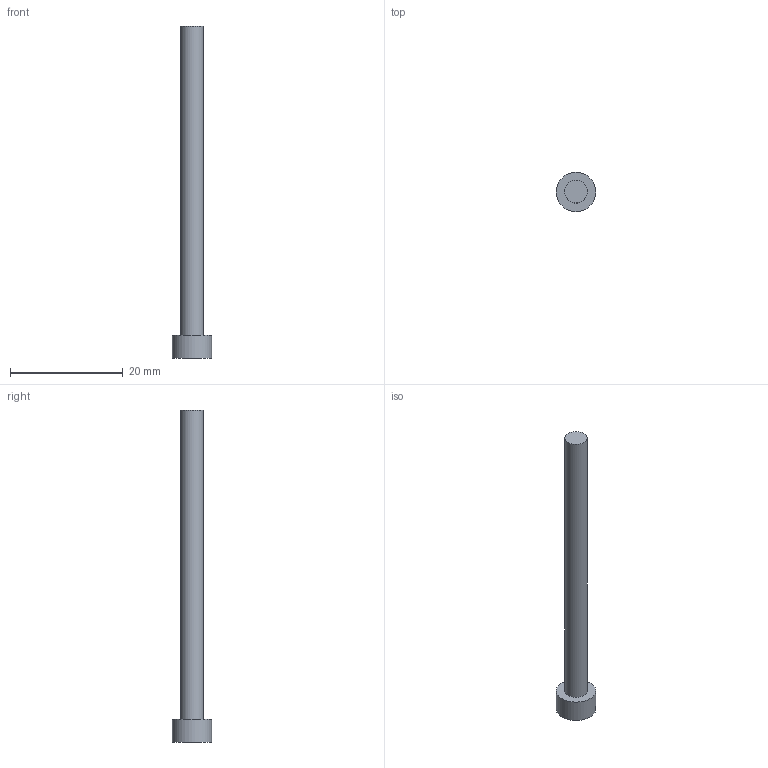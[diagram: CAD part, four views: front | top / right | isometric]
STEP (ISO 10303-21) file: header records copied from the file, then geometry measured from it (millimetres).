
FILE_DESCRIPTION(/* description */ ('STEP AP214'),/* implementation_level */ '2;1');
FILE_NAME(/* name */ '683c51214258294a187f3dbc',/* time_stamp */ '2025-06-01T13:09:54Z',/* author */ (''),/* organization */ (''),/* preprocessor_version */ 'ST-DEVELOPER v20',/* originating_system */ 'ONSHAPE BY PTC INC, 1.198',/* authorisation */ ' ');
FILE_SCHEMA (('AUTOMOTIVE_DESIGN {1 0 10303 214 3 1 1}'));
Length unit declared in the file: metre
Products named in the file (1): M4_Caphead_01
Bounding box: 7 x 7 x 59 mm (x, y, z)
Volume: 821.7 mm3; surface area: 887.3 mm2
Topology: 1 solids, 1 shells, 12 faces, 24 edges, 16 vertices
Faces by surface type: plane 10, cylinder 2
Full cylindrical faces by diameter (mm): 4 x1, 7 x1
Entity records: 332 total; most frequent: DIRECTION 52, CARTESIAN_POINT 51, ORIENTED_EDGE 44, EDGE_CURVE 22, LINE 18, VECTOR 18, AXIS2_PLACEMENT_3D 17, VERTEX_POINT 16
